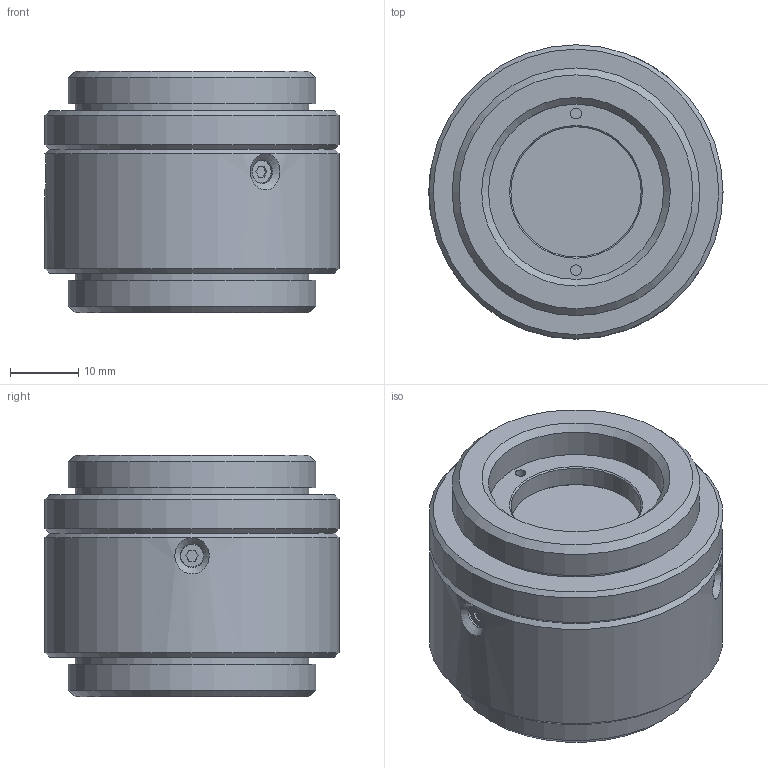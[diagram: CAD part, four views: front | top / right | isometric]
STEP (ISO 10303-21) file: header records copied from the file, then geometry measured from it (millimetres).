
FILE_DESCRIPTION((''),'2;1');
FILE_NAME('is-cbhx2a.stp','2011-11-10T14:35:12',('JC'),(''),'Autodesk Inventor 11','Autodesk Inventor 11','');
FILE_SCHEMA(('AUTOMOTIVE_DESIGN { 1 0 10303 214 1 1 1 1 }'));
Length unit declared in the file: inch
Products named in the file (1): is-cbhx2a1
Bounding box: 43.18 x 43.18 x 35.51 mm (x, y, z)
Volume: 42378.3 mm3; surface area: 8435.3 mm2
Topology: 1 solids, 1 shells, 65 faces, 145 edges, 94 vertices
Faces by surface type: plane 32, cylinder 17, cone 16
Full cylindrical faces by diameter (mm): 1.575 x2, 3.454 x3, 19.114 x1, 25.718 x2, 34.29 x2, 36.373 x2, 43.18 x2
Entity records: 1858 total; most frequent: CARTESIAN_POINT 564, DIRECTION 276, ORIENTED_EDGE 204, AXIS2_PLACEMENT_3D 120, EDGE_LOOP 107, EDGE_CURVE 102, VERTEX_POINT 81, FACE_OUTER_BOUND 65
